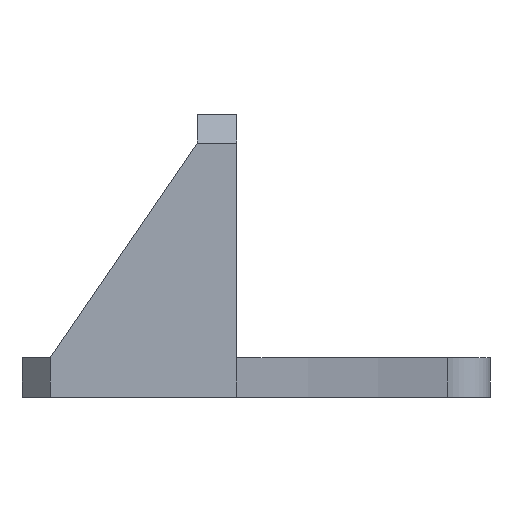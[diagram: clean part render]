
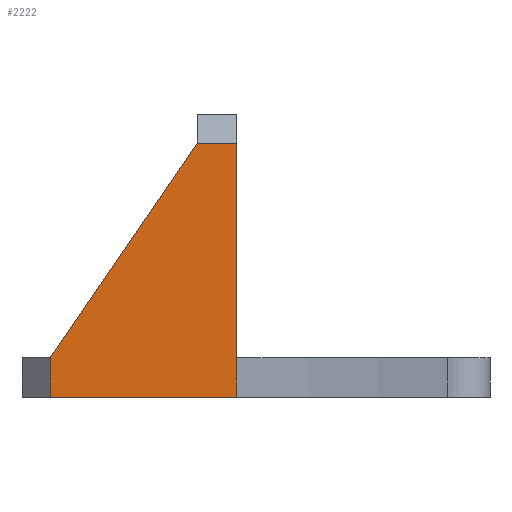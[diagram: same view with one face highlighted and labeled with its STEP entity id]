
A CAD part, front view. The second image highlights one B-rep face of the part: STEP entity #2222.
In plain terms, the highlighted planar face has unit normal (0, -1, 0).
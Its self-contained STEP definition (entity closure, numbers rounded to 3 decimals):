
#43 = PLANE('',#44);
#44 = AXIS2_PLACEMENT_3D('',#45,#46,#47);
#45 = CARTESIAN_POINT('',(3.1,147.5,0.));
#46 = DIRECTION('',(0.,0.,-1.));
#47 = DIRECTION('',(-1.,0.,0.));
#223 = VERTEX_POINT('',#224);
#224 = CARTESIAN_POINT('',(-41.75,101.5,0.));
#243 = CYLINDRICAL_SURFACE('',#244,147.432);
#244 = AXIS2_PLACEMENT_3D('',#245,#246,#247);
#245 = CARTESIAN_POINT('',(-41.75,-45.932,0.));
#246 = DIRECTION('',(0.,0.,-1.));
#247 = DIRECTION('',(1.,0.,0.));
#255 = EDGE_CURVE('',#256,#223,#258,.T.);
#256 = VERTEX_POINT('',#257);
#257 = CARTESIAN_POINT('',(-74.75,101.5,0.));
#258 = SURFACE_CURVE('',#259,(#263,#270),.PCURVE_S1.);
#259 = LINE('',#260,#261);
#260 = CARTESIAN_POINT('',(-49.75,101.5,0.));
#261 = VECTOR('',#262,1.);
#262 = DIRECTION('',(1.,0.,0.));
#263 = PCURVE('',#43,#264);
#264 = DEFINITIONAL_REPRESENTATION('',(#265),#269);
#265 = LINE('',#266,#267);
#266 = CARTESIAN_POINT('',(52.85,-46.));
#267 = VECTOR('',#268,1.);
#268 = DIRECTION('',(-1.,0.));
#269 = ( GEOMETRIC_REPRESENTATION_CONTEXT(2) 
PARAMETRIC_REPRESENTATION_CONTEXT() REPRESENTATION_CONTEXT('2D SPACE',''
  ) );
#270 = PCURVE('',#271,#276);
#271 = PLANE('',#272);
#272 = AXIS2_PLACEMENT_3D('',#273,#274,#275);
#273 = CARTESIAN_POINT('',(-41.75,101.5,7.));
#274 = DIRECTION('',(0.,1.,0.));
#275 = DIRECTION('',(1.,0.,0.));
#276 = DEFINITIONAL_REPRESENTATION('',(#277),#281);
#277 = LINE('',#278,#279);
#278 = CARTESIAN_POINT('',(-8.,7.));
#279 = VECTOR('',#280,1.);
#280 = DIRECTION('',(1.,0.));
#281 = ( GEOMETRIC_REPRESENTATION_CONTEXT(2) 
PARAMETRIC_REPRESENTATION_CONTEXT() REPRESENTATION_CONTEXT('2D SPACE',''
  ) );
#299 = PLANE('',#300);
#300 = AXIS2_PLACEMENT_3D('',#301,#302,#303);
#301 = CARTESIAN_POINT('',(-77.25,104.,0.));
#302 = DIRECTION('',(0.707,0.707,0.));
#303 = DIRECTION('',(0.,0.,1.));
#2180 = VERTEX_POINT('',#2181);
#2181 = CARTESIAN_POINT('',(-74.75,101.5,7.));
#2202 = EDGE_CURVE('',#256,#2180,#2203,.T.);
#2203 = SURFACE_CURVE('',#2204,(#2208,#2215),.PCURVE_S1.);
#2204 = LINE('',#2205,#2206);
#2205 = CARTESIAN_POINT('',(-74.75,101.5,0.));
#2206 = VECTOR('',#2207,1.);
#2207 = DIRECTION('',(0.,0.,1.));
#2208 = PCURVE('',#299,#2209);
#2209 = DEFINITIONAL_REPRESENTATION('',(#2210),#2214);
#2210 = LINE('',#2211,#2212);
#2211 = CARTESIAN_POINT('',(0.,3.536));
#2212 = VECTOR('',#2213,1.);
#2213 = DIRECTION('',(1.,0.));
#2214 = ( GEOMETRIC_REPRESENTATION_CONTEXT(2) 
PARAMETRIC_REPRESENTATION_CONTEXT() REPRESENTATION_CONTEXT('2D SPACE',''
  ) );
#2215 = PCURVE('',#271,#2216);
#2216 = DEFINITIONAL_REPRESENTATION('',(#2217),#2221);
#2217 = LINE('',#2218,#2219);
#2218 = CARTESIAN_POINT('',(-33.,7.));
#2219 = VECTOR('',#2220,1.);
#2220 = DIRECTION('',(0.,-1.));
#2221 = ( GEOMETRIC_REPRESENTATION_CONTEXT(2) 
PARAMETRIC_REPRESENTATION_CONTEXT() REPRESENTATION_CONTEXT('2D SPACE',''
  ) );
#2222 = ADVANCED_FACE('',(#2223),#271,.F.);
#2223 = FACE_BOUND('',#2224,.T.);
#2224 = EDGE_LOOP('',(#2225,#2255,#2283,#2309,#2310,#2311));
#2225 = ORIENTED_EDGE('',*,*,#2226,.T.);
#2226 = EDGE_CURVE('',#2227,#2229,#2231,.T.);
#2227 = VERTEX_POINT('',#2228);
#2228 = CARTESIAN_POINT('',(-41.75,101.5,7.));
#2229 = VERTEX_POINT('',#2230);
#2230 = CARTESIAN_POINT('',(-41.75,101.5,45.));
#2231 = SURFACE_CURVE('',#2232,(#2236,#2243),.PCURVE_S1.);
#2232 = LINE('',#2233,#2234);
#2233 = CARTESIAN_POINT('',(-41.75,101.5,7.));
#2234 = VECTOR('',#2235,1.);
#2235 = DIRECTION('',(0.,0.,1.));
#2236 = PCURVE('',#271,#2237);
#2237 = DEFINITIONAL_REPRESENTATION('',(#2238),#2242);
#2238 = LINE('',#2239,#2240);
#2239 = CARTESIAN_POINT('',(0.,0.));
#2240 = VECTOR('',#2241,1.);
#2241 = DIRECTION('',(0.,-1.));
#2242 = ( GEOMETRIC_REPRESENTATION_CONTEXT(2) 
PARAMETRIC_REPRESENTATION_CONTEXT() REPRESENTATION_CONTEXT('2D SPACE',''
  ) );
#2243 = PCURVE('',#2244,#2249);
#2244 = PLANE('',#2245);
#2245 = AXIS2_PLACEMENT_3D('',#2246,#2247,#2248);
#2246 = CARTESIAN_POINT('',(-41.75,101.5,7.));
#2247 = DIRECTION('',(-1.,0.,0.));
#2248 = DIRECTION('',(0.,1.,0.));
#2249 = DEFINITIONAL_REPRESENTATION('',(#2250),#2254);
#2250 = LINE('',#2251,#2252);
#2251 = CARTESIAN_POINT('',(0.,0.));
#2252 = VECTOR('',#2253,1.);
#2253 = DIRECTION('',(0.,-1.));
#2254 = ( GEOMETRIC_REPRESENTATION_CONTEXT(2) 
PARAMETRIC_REPRESENTATION_CONTEXT() REPRESENTATION_CONTEXT('2D SPACE',''
  ) );
#2255 = ORIENTED_EDGE('',*,*,#2256,.F.);
#2256 = EDGE_CURVE('',#2257,#2229,#2259,.T.);
#2257 = VERTEX_POINT('',#2258);
#2258 = CARTESIAN_POINT('',(-48.75,101.5,45.));
#2259 = SURFACE_CURVE('',#2260,(#2264,#2271),.PCURVE_S1.);
#2260 = LINE('',#2261,#2262);
#2261 = CARTESIAN_POINT('',(-48.75,101.5,45.));
#2262 = VECTOR('',#2263,1.);
#2263 = DIRECTION('',(1.,0.,0.));
#2264 = PCURVE('',#271,#2265);
#2265 = DEFINITIONAL_REPRESENTATION('',(#2266),#2270);
#2266 = LINE('',#2267,#2268);
#2267 = CARTESIAN_POINT('',(-7.,-38.));
#2268 = VECTOR('',#2269,1.);
#2269 = DIRECTION('',(1.,0.));
#2270 = ( GEOMETRIC_REPRESENTATION_CONTEXT(2) 
PARAMETRIC_REPRESENTATION_CONTEXT() REPRESENTATION_CONTEXT('2D SPACE',''
  ) );
#2271 = PCURVE('',#2272,#2277);
#2272 = PLANE('',#2273);
#2273 = AXIS2_PLACEMENT_3D('',#2274,#2275,#2276);
#2274 = CARTESIAN_POINT('',(-48.75,104.,47.5));
#2275 = DIRECTION('',(0.,0.707,-0.707
    ));
#2276 = DIRECTION('',(-1.,0.,0.));
#2277 = DEFINITIONAL_REPRESENTATION('',(#2278),#2282);
#2278 = LINE('',#2279,#2280);
#2279 = CARTESIAN_POINT('',(0.,-3.536));
#2280 = VECTOR('',#2281,1.);
#2281 = DIRECTION('',(-1.,0.));
#2282 = ( GEOMETRIC_REPRESENTATION_CONTEXT(2) 
PARAMETRIC_REPRESENTATION_CONTEXT() REPRESENTATION_CONTEXT('2D SPACE',''
  ) );
#2283 = ORIENTED_EDGE('',*,*,#2284,.T.);
#2284 = EDGE_CURVE('',#2257,#2180,#2285,.T.);
#2285 = SURFACE_CURVE('',#2286,(#2290,#2297),.PCURVE_S1.);
#2286 = LINE('',#2287,#2288);
#2287 = CARTESIAN_POINT('',(-48.75,101.5,45.));
#2288 = VECTOR('',#2289,1.);
#2289 = DIRECTION('',(-0.565,0.,
    -0.825));
#2290 = PCURVE('',#271,#2291);
#2291 = DEFINITIONAL_REPRESENTATION('',(#2292),#2296);
#2292 = LINE('',#2293,#2294);
#2293 = CARTESIAN_POINT('',(-7.,-38.));
#2294 = VECTOR('',#2295,1.);
#2295 = DIRECTION('',(-0.565,0.825));
#2296 = ( GEOMETRIC_REPRESENTATION_CONTEXT(2) 
PARAMETRIC_REPRESENTATION_CONTEXT() REPRESENTATION_CONTEXT('2D SPACE',''
  ) );
#2297 = PCURVE('',#2298,#2303);
#2298 = PLANE('',#2299);
#2299 = AXIS2_PLACEMENT_3D('',#2300,#2301,#2302);
#2300 = CARTESIAN_POINT('',(-48.75,101.5,45.));
#2301 = DIRECTION('',(-0.825,0.,0.565
    ));
#2302 = DIRECTION('',(-0.565,0.,
    -0.825));
#2303 = DEFINITIONAL_REPRESENTATION('',(#2304),#2308);
#2304 = LINE('',#2305,#2306);
#2305 = CARTESIAN_POINT('',(0.,0.));
#2306 = VECTOR('',#2307,1.);
#2307 = DIRECTION('',(1.,0.));
#2308 = ( GEOMETRIC_REPRESENTATION_CONTEXT(2) 
PARAMETRIC_REPRESENTATION_CONTEXT() REPRESENTATION_CONTEXT('2D SPACE',''
  ) );
#2309 = ORIENTED_EDGE('',*,*,#2202,.F.);
#2310 = ORIENTED_EDGE('',*,*,#255,.T.);
#2311 = ORIENTED_EDGE('',*,*,#2312,.T.);
#2312 = EDGE_CURVE('',#223,#2227,#2313,.T.);
#2313 = SURFACE_CURVE('',#2314,(#2318,#2325),.PCURVE_S1.);
#2314 = LINE('',#2315,#2316);
#2315 = CARTESIAN_POINT('',(-41.75,101.5,0.));
#2316 = VECTOR('',#2317,1.);
#2317 = DIRECTION('',(0.,0.,1.));
#2318 = PCURVE('',#271,#2319);
#2319 = DEFINITIONAL_REPRESENTATION('',(#2320),#2324);
#2320 = LINE('',#2321,#2322);
#2321 = CARTESIAN_POINT('',(0.,7.));
#2322 = VECTOR('',#2323,1.);
#2323 = DIRECTION('',(0.,-1.));
#2324 = ( GEOMETRIC_REPRESENTATION_CONTEXT(2) 
PARAMETRIC_REPRESENTATION_CONTEXT() REPRESENTATION_CONTEXT('2D SPACE',''
  ) );
#2325 = PCURVE('',#243,#2326);
#2326 = DEFINITIONAL_REPRESENTATION('',(#2327),#2331);
#2327 = LINE('',#2328,#2329);
#2328 = CARTESIAN_POINT('',(-1.571,0.));
#2329 = VECTOR('',#2330,1.);
#2330 = DIRECTION('',(0.,-1.));
#2331 = ( GEOMETRIC_REPRESENTATION_CONTEXT(2) 
PARAMETRIC_REPRESENTATION_CONTEXT() REPRESENTATION_CONTEXT('2D SPACE',''
  ) );
